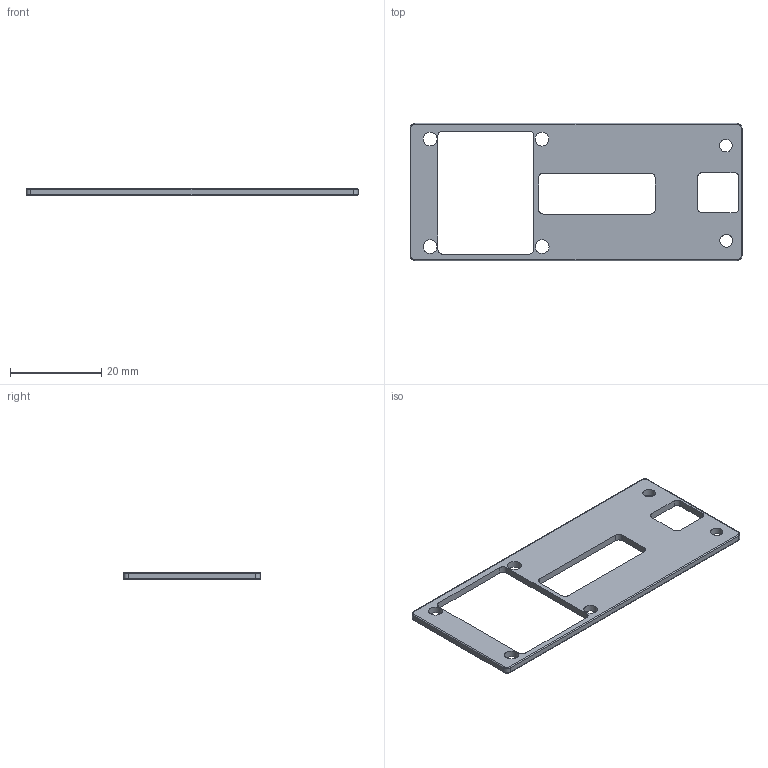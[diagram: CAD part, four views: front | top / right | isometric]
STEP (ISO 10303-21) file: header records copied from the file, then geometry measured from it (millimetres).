
FILE_DESCRIPTION(('FreeCAD Model'),'2;1');
FILE_NAME('Open CASCADE Shape Model','2025-04-21T20:06:30',(''),(''), 'Open CASCADE STEP processor 7.8','FreeCAD','Unknown');
FILE_SCHEMA(('AUTOMOTIVE_DESIGN { 1 0 10303 214 1 1 1 1 }'));
Length unit declared in the file: millimetre
Products named in the file (2): bcase; Body002
Assembly tree (1 placements, depth 2):
  bcase
    Body002
Bounding box: 72.58 x 29.97 x 1.5 mm (x, y, z)
Volume: 1897.1 mm3; surface area: 3178.8 mm2
Topology: 1 solids, 1 shells, 56 faces, 146 edges, 92 vertices
Faces by surface type: cylinder 30, plane 18, torus 8
Full cylindrical faces by diameter (mm): 2.75 x2, 3 x4
Entity records: 1808 total; most frequent: DIRECTION 330, CARTESIAN_POINT 296, ORIENTED_EDGE 292, EDGE_CURVE 146, AXIS2_PLACEMENT_3D 126, VERTEX_POINT 92, LINE 78, VECTOR 78
